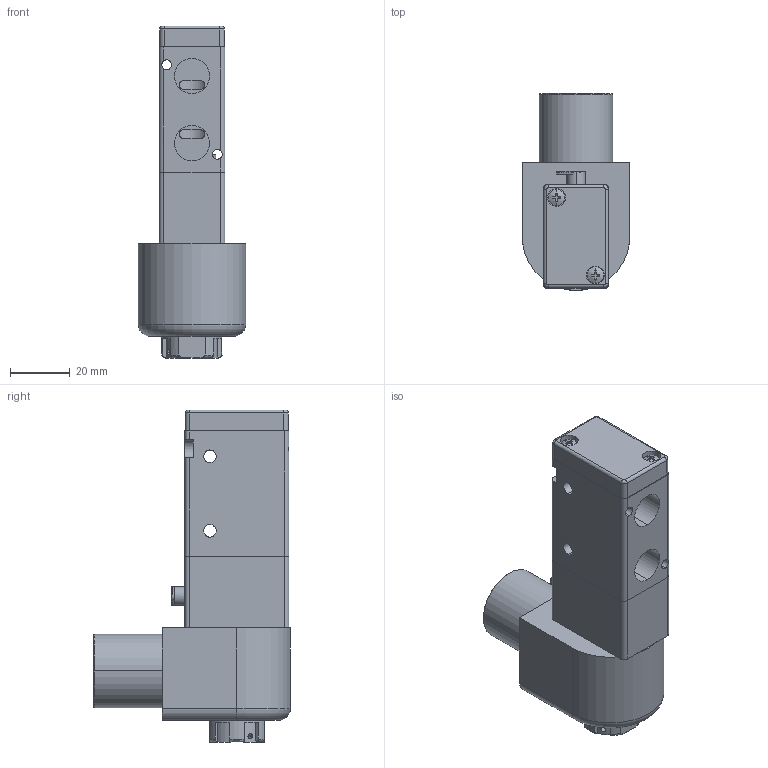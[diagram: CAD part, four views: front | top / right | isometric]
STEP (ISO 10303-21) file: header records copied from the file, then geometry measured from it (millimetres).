
FILE_DESCRIPTION (( 'STEP AP203' ), '1' );
FILE_NAME ('J3V210-08-E.step', '2016-10-26T20:50:31', ( '' ), ( '' ), 'SwSTEP 2.0', 'SolidWorks 2016', '' );
FILE_SCHEMA (( 'CONFIG_CONTROL_DESIGN' ));
Length unit declared in the file: millimetre
Products named in the file (1): J3V210-08-E
Bounding box: 36 x 66 x 111.25 mm (x, y, z)
Volume: 92158.1 mm3; surface area: 34039.5 mm2
Topology: 11 solids, 11 shells, 705 faces, 1961 edges, 1290 vertices
Faces by surface type: plane 468, cylinder 194, bspline 26, cone 16, torus 1
Entity records: 30627 total; most frequent: CARTESIAN_POINT 12514, ORIENTED_EDGE 3890, DIRECTION 3580, EDGE_CURVE 1945, LINE 1352, VECTOR 1352, VERTEX_POINT 1286, AXIS2_PLACEMENT_3D 1114
